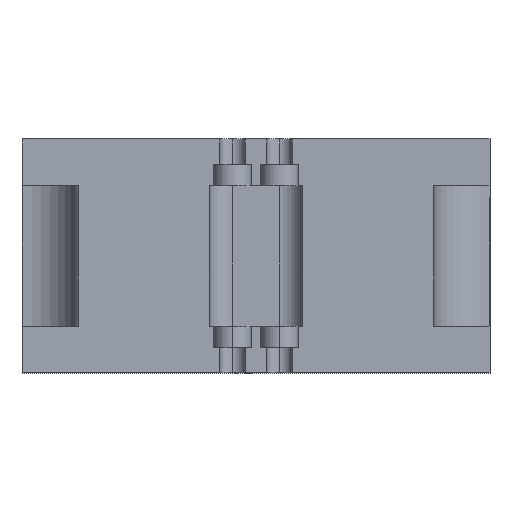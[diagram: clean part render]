
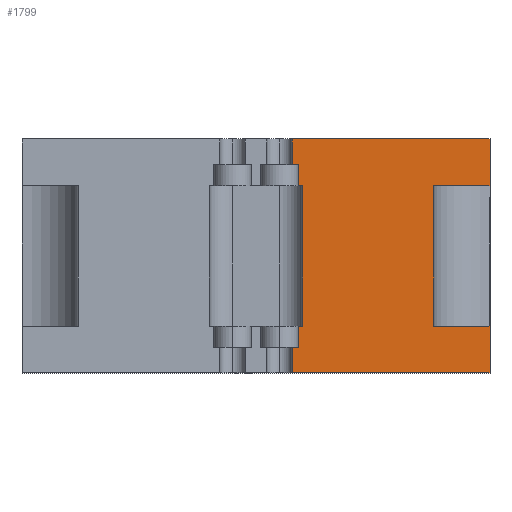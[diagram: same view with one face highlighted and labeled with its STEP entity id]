
A CAD part, top view. The second image highlights one B-rep face of the part: STEP entity #1799.
In plain terms, the highlighted planar face has unit normal (0, 0, 1).
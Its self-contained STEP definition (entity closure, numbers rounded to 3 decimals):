
#3 = VERTEX_POINT ( 'NONE', #1588 ) ;
#13 = VECTOR ( 'NONE', #179, 1000. ) ;
#22 = CARTESIAN_POINT ( 'NONE',  ( -10., 40., 7.5 ) ) ;
#23 = ORIENTED_EDGE ( 'NONE', *, *, #750, .T. ) ;
#31 = ORIENTED_EDGE ( 'NONE', *, *, #384, .F. ) ;
#38 = CARTESIAN_POINT ( 'NONE',  ( 7.7, -4.5, 7.5 ) ) ;
#59 = VERTEX_POINT ( 'NONE', #1895 ) ;
#67 = ORIENTED_EDGE ( 'NONE', *, *, #585, .F. ) ;
#76 = VECTOR ( 'NONE', #854, 1000. ) ;
#100 = LINE ( 'NONE', #1846, #997 ) ;
#107 = CARTESIAN_POINT ( 'NONE',  ( 7.7, 50., 7.5 ) ) ;
#125 = LINE ( 'NONE', #419, #921 ) ;
#129 = LINE ( 'NONE', #2017, #2022 ) ;
#142 = EDGE_CURVE ( 'NONE', #661, #1621, #129, .T. ) ;
#169 = LINE ( 'NONE', #801, #1748 ) ;
#173 = DIRECTION ( 'NONE',  ( 0., -1., 0. ) ) ;
#179 = DIRECTION ( 'NONE',  ( 0., -1., 0. ) ) ;
#214 = VERTEX_POINT ( 'NONE', #1157 ) ;
#231 = EDGE_CURVE ( 'NONE', #523, #59, #1788, .T. ) ;
#264 = DIRECTION ( 'NONE',  ( 0., 1., 0. ) ) ;
#265 = VERTEX_POINT ( 'NONE', #1482 ) ;
#267 = EDGE_CURVE ( 'NONE', #214, #3, #692, .T. ) ;
#274 = CARTESIAN_POINT ( 'NONE',  ( 38., 10., 7.5 ) ) ;
#282 = VERTEX_POINT ( 'NONE', #344 ) ;
#303 = EDGE_CURVE ( 'NONE', #1704, #265, #864, .T. ) ;
#317 = ORIENTED_EDGE ( 'NONE', *, *, #1472, .F. ) ;
#344 = CARTESIAN_POINT ( 'NONE',  ( 38., 40., 7.5 ) ) ;
#345 = ORIENTED_EDGE ( 'NONE', *, *, #303, .F. ) ;
#362 = LINE ( 'NONE', #1952, #76 ) ;
#370 = DIRECTION ( 'NONE',  ( 1., 0., 0. ) ) ;
#373 = CARTESIAN_POINT ( 'NONE',  ( 50., 0., 7.5 ) ) ;
#384 = EDGE_CURVE ( 'NONE', #1688, #1947, #125, .T. ) ;
#392 = CARTESIAN_POINT ( 'NONE',  ( 9., 44.5, 7.5 ) ) ;
#400 = DIRECTION ( 'NONE',  ( 0., 0., -1. ) ) ;
#419 = CARTESIAN_POINT ( 'NONE',  ( 9., 5.5, 7.5 ) ) ;
#420 = VECTOR ( 'NONE', #370, 1000. ) ;
#446 = VERTEX_POINT ( 'NONE', #1991 ) ;
#468 = ORIENTED_EDGE ( 'NONE', *, *, #267, .F. ) ;
#472 = LINE ( 'NONE', #909, #824 ) ;
#478 = LINE ( 'NONE', #22, #1162 ) ;
#482 = ORIENTED_EDGE ( 'NONE', *, *, #747, .F. ) ;
#503 = DIRECTION ( 'NONE',  ( -1., 0., 0. ) ) ;
#512 = EDGE_LOOP ( 'NONE', ( #482, #1019, #943, #680, #2007, #1295, #1926, #31, #23, #468, #760, #726, #345, #317, #67, #946 ) ) ;
#523 = VERTEX_POINT ( 'NONE', #1417 ) ;
#563 = VERTEX_POINT ( 'NONE', #1940 ) ;
#585 = EDGE_CURVE ( 'NONE', #59, #282, #1643, .T. ) ;
#605 = DIRECTION ( 'NONE',  ( 0., -1., 0. ) ) ;
#661 = VERTEX_POINT ( 'NONE', #107 ) ;
#680 = ORIENTED_EDGE ( 'NONE', *, *, #935, .T. ) ;
#692 = LINE ( 'NONE', #38, #1863 ) ;
#713 = DIRECTION ( 'NONE',  ( -1., 0., 0. ) ) ;
#726 = ORIENTED_EDGE ( 'NONE', *, *, #927, .F. ) ;
#742 = CARTESIAN_POINT ( 'NONE',  ( -50., 0., 7.5 ) ) ;
#747 = EDGE_CURVE ( 'NONE', #661, #523, #362, .T. ) ;
#750 = EDGE_CURVE ( 'NONE', #1688, #3, #1988, .T. ) ;
#760 = ORIENTED_EDGE ( 'NONE', *, *, #1359, .T. ) ;
#788 = CARTESIAN_POINT ( 'NONE',  ( 9., 5.5, 7.5 ) ) ;
#801 = CARTESIAN_POINT ( 'NONE',  ( 9., 44.5, 7.5 ) ) ;
#824 = VECTOR ( 'NONE', #1552, 1000. ) ;
#835 = CARTESIAN_POINT ( 'NONE',  ( 50., 50., 7.5 ) ) ;
#854 = DIRECTION ( 'NONE',  ( 1., 0., 0. ) ) ;
#864 = LINE ( 'NONE', #1838, #958 ) ;
#877 = LINE ( 'NONE', #742, #420 ) ;
#909 = CARTESIAN_POINT ( 'NONE',  ( -10., 10., 7.5 ) ) ;
#921 = VECTOR ( 'NONE', #264, 1000. ) ;
#927 = EDGE_CURVE ( 'NONE', #265, #1105, #1000, .T. ) ;
#935 = EDGE_CURVE ( 'NONE', #1516, #446, #1746, .T. ) ;
#943 = ORIENTED_EDGE ( 'NONE', *, *, #1602, .F. ) ;
#946 = ORIENTED_EDGE ( 'NONE', *, *, #231, .F. ) ;
#958 = VECTOR ( 'NONE', #1527, 1000. ) ;
#973 = DIRECTION ( 'NONE',  ( -1., 0., 0. ) ) ;
#976 = DIRECTION ( 'NONE',  ( 0., -1., 0. ) ) ;
#997 = VECTOR ( 'NONE', #1958, 1000. ) ;
#1000 = LINE ( 'NONE', #835, #1029 ) ;
#1019 = ORIENTED_EDGE ( 'NONE', *, *, #142, .T. ) ;
#1029 = VECTOR ( 'NONE', #173, 1000. ) ;
#1042 = PLANE ( 'NONE',  #1440 ) ;
#1081 = CARTESIAN_POINT ( 'NONE',  ( 10., 10., 7.5 ) ) ;
#1087 = VECTOR ( 'NONE', #713, 1000. ) ;
#1105 = VERTEX_POINT ( 'NONE', #373 ) ;
#1118 = DIRECTION ( 'NONE',  ( -1., 0., 0. ) ) ;
#1157 = CARTESIAN_POINT ( 'NONE',  ( 7.7, 0., 7.5 ) ) ;
#1162 = VECTOR ( 'NONE', #1118, 1000. ) ;
#1212 = CARTESIAN_POINT ( 'NONE',  ( 10., 10., 7.5 ) ) ;
#1214 = CARTESIAN_POINT ( 'NONE',  ( 9., 10., 7.5 ) ) ;
#1220 = VERTEX_POINT ( 'NONE', #1081 ) ;
#1295 = ORIENTED_EDGE ( 'NONE', *, *, #1471, .F. ) ;
#1299 = DIRECTION ( 'NONE',  ( 0., 1., 0. ) ) ;
#1312 = EDGE_CURVE ( 'NONE', #563, #446, #478, .T. ) ;
#1344 = DIRECTION ( 'NONE',  ( 0., 1., 0. ) ) ;
#1359 = EDGE_CURVE ( 'NONE', #214, #1105, #877, .T. ) ;
#1361 = CARTESIAN_POINT ( 'NONE',  ( -50., 50., 7.5 ) ) ;
#1417 = CARTESIAN_POINT ( 'NONE',  ( 50., 50., 7.5 ) ) ;
#1440 = AXIS2_PLACEMENT_3D ( 'NONE', #1361, #400, #1980 ) ;
#1471 = EDGE_CURVE ( 'NONE', #1220, #563, #1519, .T. ) ;
#1472 = EDGE_CURVE ( 'NONE', #282, #1704, #100, .T. ) ;
#1475 = CARTESIAN_POINT ( 'NONE',  ( 7.7, 44.5, 7.5 ) ) ;
#1482 = CARTESIAN_POINT ( 'NONE',  ( 50., 10., 7.5 ) ) ;
#1516 = VERTEX_POINT ( 'NONE', #392 ) ;
#1519 = LINE ( 'NONE', #1212, #1888 ) ;
#1527 = DIRECTION ( 'NONE',  ( 1., 0., 0. ) ) ;
#1532 = CARTESIAN_POINT ( 'NONE',  ( 9., 5.5, 7.5 ) ) ;
#1552 = DIRECTION ( 'NONE',  ( -1., 0., 0. ) ) ;
#1561 = VECTOR ( 'NONE', #976, 1000. ) ;
#1588 = CARTESIAN_POINT ( 'NONE',  ( 7.7, 5.5, 7.5 ) ) ;
#1602 = EDGE_CURVE ( 'NONE', #1516, #1621, #169, .T. ) ;
#1608 = CARTESIAN_POINT ( 'NONE',  ( 50., 50., 7.5 ) ) ;
#1621 = VERTEX_POINT ( 'NONE', #1475 ) ;
#1643 = LINE ( 'NONE', #1925, #1889 ) ;
#1688 = VERTEX_POINT ( 'NONE', #788 ) ;
#1699 = EDGE_CURVE ( 'NONE', #1220, #1947, #472, .T. ) ;
#1704 = VERTEX_POINT ( 'NONE', #274 ) ;
#1746 = LINE ( 'NONE', #1760, #1561 ) ;
#1748 = VECTOR ( 'NONE', #973, 1000. ) ;
#1760 = CARTESIAN_POINT ( 'NONE',  ( 9., 44.5, 7.5 ) ) ;
#1788 = LINE ( 'NONE', #1608, #13 ) ;
#1799 = ADVANCED_FACE ( 'NONE', ( #1824 ), #1042, .F. ) ;
#1824 = FACE_OUTER_BOUND ( 'NONE', #512, .T. ) ;
#1838 = CARTESIAN_POINT ( 'NONE',  ( -50., 10., 7.5 ) ) ;
#1846 = CARTESIAN_POINT ( 'NONE',  ( 38., 10., 7.5 ) ) ;
#1863 = VECTOR ( 'NONE', #1299, 1000. ) ;
#1888 = VECTOR ( 'NONE', #1344, 1000. ) ;
#1889 = VECTOR ( 'NONE', #503, 1000. ) ;
#1895 = CARTESIAN_POINT ( 'NONE',  ( 50., 40., 7.5 ) ) ;
#1925 = CARTESIAN_POINT ( 'NONE',  ( -50., 40., 7.5 ) ) ;
#1926 = ORIENTED_EDGE ( 'NONE', *, *, #1699, .T. ) ;
#1940 = CARTESIAN_POINT ( 'NONE',  ( 10., 40., 7.5 ) ) ;
#1947 = VERTEX_POINT ( 'NONE', #1214 ) ;
#1952 = CARTESIAN_POINT ( 'NONE',  ( -50., 50., 7.5 ) ) ;
#1958 = DIRECTION ( 'NONE',  ( 0., -1., 0. ) ) ;
#1980 = DIRECTION ( 'NONE',  ( -1., 0., 0. ) ) ;
#1988 = LINE ( 'NONE', #1532, #1087 ) ;
#1991 = CARTESIAN_POINT ( 'NONE',  ( 9., 40., 7.5 ) ) ;
#2007 = ORIENTED_EDGE ( 'NONE', *, *, #1312, .F. ) ;
#2017 = CARTESIAN_POINT ( 'NONE',  ( 7.7, 54.5, 7.5 ) ) ;
#2022 = VECTOR ( 'NONE', #605, 1000. ) ;
